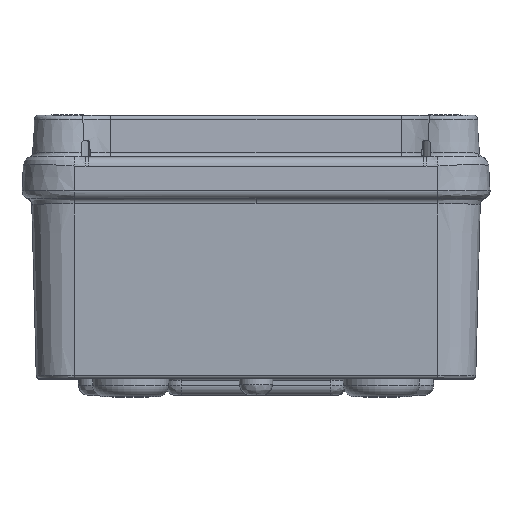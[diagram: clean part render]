
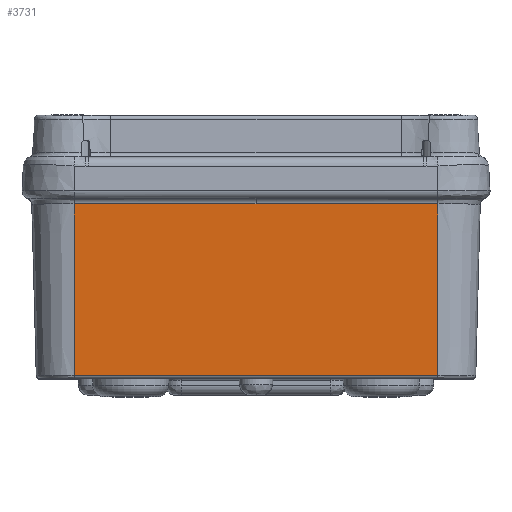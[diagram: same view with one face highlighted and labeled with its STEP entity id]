
A CAD part, top view. The second image highlights one B-rep face of the part: STEP entity #3731.
In plain terms, the highlighted planar face has unit normal (0, -0.026, 1).
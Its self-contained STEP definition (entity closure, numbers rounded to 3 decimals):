
#1176=B_SPLINE_CURVE_WITH_KNOTS('',1,(#35533,#35534),.UNSPECIFIED.,.F.,
 .F.,(2,2),(0.,1.),.UNSPECIFIED.);
#1177=B_SPLINE_CURVE_WITH_KNOTS('',1,(#35540,#35541),.UNSPECIFIED.,.F.,
 .F.,(2,2),(0.,1.),.UNSPECIFIED.);
#1222=B_SPLINE_CURVE_WITH_KNOTS('',1,(#36210,#36211),.UNSPECIFIED.,.F.,
 .F.,(2,2),(0.,1.),.UNSPECIFIED.);
#1223=B_SPLINE_CURVE_WITH_KNOTS('',1,(#36217,#36218),.UNSPECIFIED.,.F.,
 .F.,(2,2),(0.,1.),.UNSPECIFIED.);
#2685=FACE_OUTER_BOUND('',#5209,.T.);
#3731=ADVANCED_FACE('F974',(#2685),#4153,.F.);
#4153=PLANE('',#17977);
#5209=EDGE_LOOP('',(#11327,#11328,#11329,#11330,#11331));
#5928=LINE('',#36215,#6436);
#6436=VECTOR('',#20779,1.);
#11327=ORIENTED_EDGE('',*,*,#15912,.F.);
#11328=ORIENTED_EDGE('',*,*,#16021,.F.);
#11329=ORIENTED_EDGE('',*,*,#16023,.F.);
#11330=ORIENTED_EDGE('',*,*,#16024,.F.);
#11331=ORIENTED_EDGE('',*,*,#15910,.F.);
#13536=VERTEX_POINT('',#35500);
#13537=VERTEX_POINT('',#35532);
#13538=VERTEX_POINT('',#35535);
#13618=VERTEX_POINT('',#36212);
#13619=VERTEX_POINT('',#36216);
#15910=EDGE_CURVE('E1041',#13537,#13538,#1176,.T.);
#15912=EDGE_CURVE('E1045',#13536,#13537,#1177,.T.);
#16021=EDGE_CURVE('E2178',#13618,#13536,#1222,.T.);
#16023=EDGE_CURVE('E1005',#13619,#13618,#5928,.T.);
#16024=EDGE_CURVE('E1589',#13538,#13619,#1223,.T.);
#17977=AXIS2_PLACEMENT_3D('',#36219,#20780,#20781);
#20779=DIRECTION('',(-1.,0.,0.));
#20780=DIRECTION('',(0.,0.026,-1.));
#20781=DIRECTION('',(1.,0.,0.));
#35500=CARTESIAN_POINT('',(-43.891,20.681,107.442));
#35532=CARTESIAN_POINT('',(0.,20.681,107.442));
#35533=CARTESIAN_POINT('',(0.,20.681,107.442));
#35534=CARTESIAN_POINT('',(43.891,20.681,107.442));
#35535=CARTESIAN_POINT('',(43.891,20.681,107.442));
#35540=CARTESIAN_POINT('',(-43.891,20.681,107.442));
#35541=CARTESIAN_POINT('',(0.,20.681,107.442));
#36210=CARTESIAN_POINT('',(-43.891,-20.697,106.359));
#36211=CARTESIAN_POINT('',(-43.891,20.681,107.442));
#36212=CARTESIAN_POINT('',(-43.891,-20.697,106.359));
#36215=CARTESIAN_POINT('',(0.,-20.697,106.359));
#36216=CARTESIAN_POINT('',(43.891,-20.697,106.359));
#36217=CARTESIAN_POINT('',(43.891,20.681,107.442));
#36218=CARTESIAN_POINT('',(43.891,-20.697,106.359));
#36219=CARTESIAN_POINT('',(-44.9,21.79,107.471));
